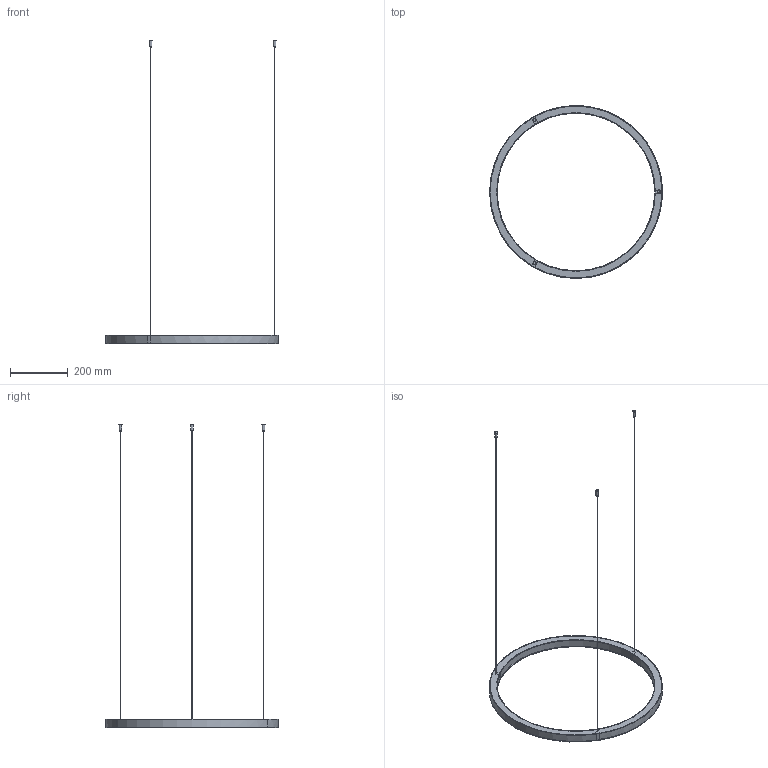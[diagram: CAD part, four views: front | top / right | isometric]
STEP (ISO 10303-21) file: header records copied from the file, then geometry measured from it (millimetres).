
FILE_DESCRIPTION(/* description */ (''),/* implementation_level */ '2;1');
FILE_NAME(/* name */ 'Oleant_OI060_Olala_In_60.stp',/* time_stamp */ '2022-04-15T22:54:13+02:00',/* author */ ('Omnitek 2000'),/* organization */ (''),/* preprocessor_version */ 'ST-DEVELOPER v18',/* originating_system */ 'Autodesk Inventor 2020',/* authorisation */ '');
FILE_SCHEMA (('AUTOMOTIVE_DESIGN { 1 0 10303 214 3 1 1 }'));
Length unit declared in the file: millimetre
Products named in the file (5): olala; frame; frame_1; cable; ceiling_mount
Assembly tree (8 placements, depth 2):
  olala
    frame
    frame_1
    cable  x3
    ceiling_mount  x3
Bounding box: 600 x 599.82 x 1053 mm (x, y, z)
Volume: 1421143.6 mm3; surface area: 487872.2 mm2
Topology: 8 solids, 8 shells, 69 faces, 138 edges, 96 vertices
Faces by surface type: plane 37, cylinder 22, torus 10
Full cylindrical faces by diameter (mm): 1.2 x3, 3 x3, 4 x3, 9 x3, 11 x3, 547 x1, 551 x1, 598 x1, 600 x1
Entity records: 1542 total; most frequent: DIRECTION 278, CARTESIAN_POINT 225, ORIENTED_EDGE 196, AXIS2_PLACEMENT_3D 121, EDGE_CURVE 98, VERTEX_POINT 68, CIRCLE 62, EDGE_LOOP 56
